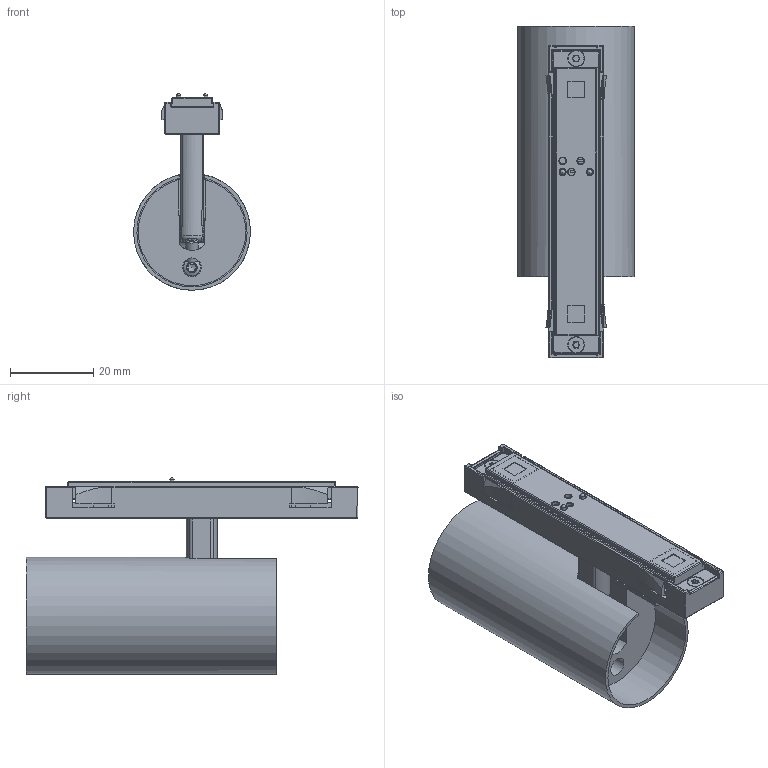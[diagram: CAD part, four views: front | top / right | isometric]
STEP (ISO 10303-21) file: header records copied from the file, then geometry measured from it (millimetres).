
FILE_DESCRIPTION(/* description */ ('This is a sample STEP configuration'),/* implementation_level */ '2;1');
FILE_NAME(/* name */ '708-002020xxxxxx SIMPLE.ipt_Rev_00.1.stp',/* time_stamp */ '2023-04-04T11:32:46+02:00',/* author */ ('powerJobs'),/* organization */ ('coolOrange'),/* preprocessor_version */ 'ST-DEVELOPER v19.2',/* originating_system */ 'Autodesk Inventor 2023',/* authorisation */ '');
FILE_SCHEMA (('AUTOMOTIVE_DESIGN { 1 0 10303 214 3 1 1 }'));
Length unit declared in the file: millimetre
Products named in the file (1): ENG000026397
Bounding box: 28 x 79.53 x 47.06 mm (x, y, z)
Volume: 23142.2 mm3; surface area: 25677.1 mm2
Topology: 1 solids, 1 shells, 3330 faces, 8468 edges, 5200 vertices
Faces by surface type: bspline 1755, plane 797, cylinder 513, sphere 103, cone 83, torus 79
Full cylindrical faces by diameter (mm): 1 x1, 1.062 x2, 1.25 x2, 1.499 x2, 1.549 x2, 1.6 x3, 1.724 x7, 1.829 x2, 1.952 x1, 2 x2, 2.1 x2, 2.459 x1, 2.5 x1, 2.53 x1, 2.7 x1, 3 x5, 3.8 x2, 4 x1, 4.4 x1, 4.5 x2, 4.6 x1, 5 x2, 5.1 x1, 5.6 x1, 6.7 x1, 6.8 x1, 11 x1, 11.4 x1, 25.8 x1, 28 x1
Entity records: 209239 total; most frequent: CARTESIAN_POINT 138929, ORIENTED_EDGE 16870, DIRECTION 11416, EDGE_CURVE 8435, VERTEX_POINT 5198, AXIS2_PLACEMENT_3D 4447, EDGE_LOOP 3459, FACE_OUTER_BOUND 3328
